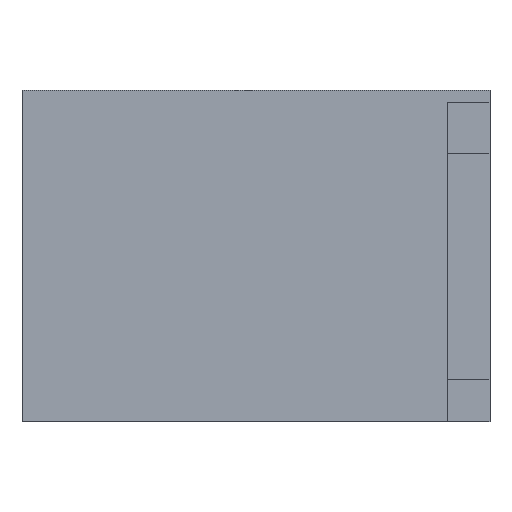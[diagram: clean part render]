
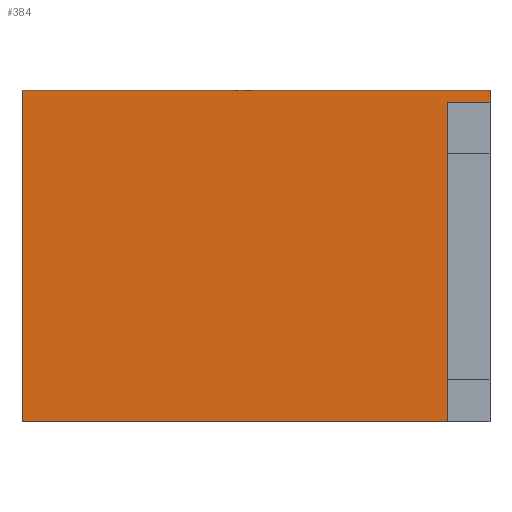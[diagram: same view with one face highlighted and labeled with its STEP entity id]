
A CAD part, front view. The second image highlights one B-rep face of the part: STEP entity #384.
In plain terms, the highlighted planar face has unit normal (0, -1, 0).
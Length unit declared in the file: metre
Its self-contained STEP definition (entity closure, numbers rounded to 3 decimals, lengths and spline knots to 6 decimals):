
#39=ORIENTED_EDGE('',*,*,#133,.T.);
#40=ORIENTED_EDGE('',*,*,#134,.T.);
#41=ORIENTED_EDGE('',*,*,#135,.T.);
#42=ORIENTED_EDGE('',*,*,#136,.F.);
#43=ORIENTED_EDGE('',*,*,#137,.F.);
#44=ORIENTED_EDGE('',*,*,#128,.T.);
#128=EDGE_CURVE('',#176,#174,#211,.T.);
#133=EDGE_CURVE('',#174,#180,#216,.T.);
#134=EDGE_CURVE('',#180,#181,#217,.T.);
#135=EDGE_CURVE('',#181,#182,#218,.T.);
#136=EDGE_CURVE('',#183,#182,#219,.T.);
#137=EDGE_CURVE('',#176,#183,#220,.T.);
#174=VERTEX_POINT('',#588);
#176=VERTEX_POINT('',#591);
#180=VERTEX_POINT('',#601);
#181=VERTEX_POINT('',#603);
#182=VERTEX_POINT('',#605);
#183=VERTEX_POINT('',#607);
#211=LINE('',#590,#244);
#216=LINE('',#600,#249);
#217=LINE('',#602,#250);
#218=LINE('',#604,#251);
#219=LINE('',#606,#252);
#220=LINE('',#608,#253);
#244=VECTOR('',#471,1.);
#249=VECTOR('',#478,1.);
#250=VECTOR('',#479,1.);
#251=VECTOR('',#480,1.);
#252=VECTOR('',#481,1.);
#253=VECTOR('',#482,1.);
#277=EDGE_LOOP('',(#39,#40,#41,#42,#43,#44));
#320=FACE_BOUND('',#277,.T.);
#363=PLANE('',#425);
#384=ADVANCED_FACE('',(#320),#363,.T.);
#425=AXIS2_PLACEMENT_3D('',#599,#476,#477);
#471=DIRECTION('',(1.,0.,0.));
#476=DIRECTION('',(0.,-1.,0.));
#477=DIRECTION('',(1.,0.,0.));
#478=DIRECTION('',(0.,0.,1.));
#479=DIRECTION('',(1.,0.,0.));
#480=DIRECTION('',(0.,0.,1.));
#481=DIRECTION('',(1.,0.,0.));
#482=DIRECTION('',(0.,0.,1.));
#588=CARTESIAN_POINT('',(0.1,-0.036,0.));
#590=CARTESIAN_POINT('',(0.055,-0.036,0.));
#591=CARTESIAN_POINT('',(0.,-0.036,0.));
#599=CARTESIAN_POINT('',(0.055,-0.036,0.039));
#600=CARTESIAN_POINT('',(0.1,-0.036,0.039));
#601=CARTESIAN_POINT('',(0.1,-0.036,0.075));
#602=CARTESIAN_POINT('',(0.1,-0.036,0.075));
#603=CARTESIAN_POINT('',(0.11,-0.036,0.075));
#604=CARTESIAN_POINT('',(0.11,-0.036,0.039));
#605=CARTESIAN_POINT('',(0.11,-0.036,0.078));
#606=CARTESIAN_POINT('',(0.055,-0.036,0.078));
#607=CARTESIAN_POINT('',(0.,-0.036,0.078));
#608=CARTESIAN_POINT('',(0.,-0.036,0.039));
